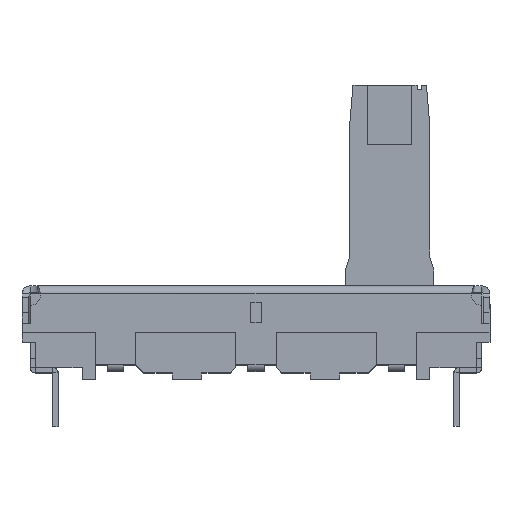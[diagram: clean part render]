
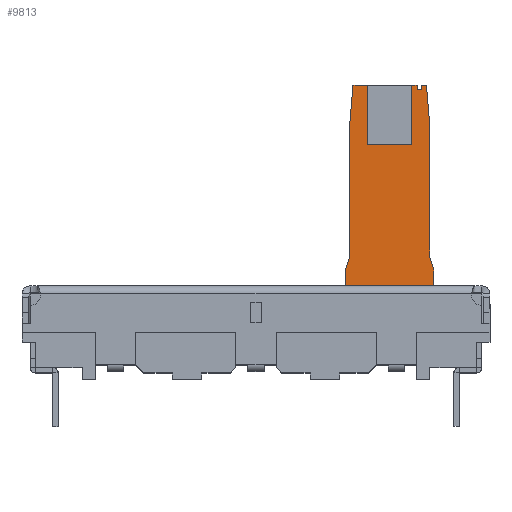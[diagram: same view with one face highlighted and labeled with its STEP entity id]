
A CAD part, top view. The second image highlights one B-rep face of the part: STEP entity #9813.
In plain terms, the highlighted planar face has unit normal (0, 0, 1).
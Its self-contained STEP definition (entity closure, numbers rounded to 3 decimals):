
#46 = CARTESIAN_POINT ( 'NONE',  ( 13.3, 8.2, 1. ) ) ;
#248 = ORIENTED_EDGE ( 'NONE', *, *, #5304, .T. ) ;
#257 = CARTESIAN_POINT ( 'NONE',  ( 7.25, 22., 1. ) ) ;
#260 = LINE ( 'NONE', #9539, #5646 ) ;
#352 = VERTEX_POINT ( 'NONE', #5198 ) ;
#370 = VERTEX_POINT ( 'NONE', #2645 ) ;
#480 = VERTEX_POINT ( 'NONE', #11997 ) ;
#484 = VECTOR ( 'NONE', #11329, 1000. ) ;
#509 = VERTEX_POINT ( 'NONE', #824 ) ;
#530 = CARTESIAN_POINT ( 'NONE',  ( 13.3, 8.2, 1. ) ) ;
#713 = CARTESIAN_POINT ( 'NONE',  ( 6.7, 6.5, 1. ) ) ;
#824 = CARTESIAN_POINT ( 'NONE',  ( 13., 19., 1. ) ) ;
#885 = CARTESIAN_POINT ( 'NONE',  ( 11.65, 22., 1. ) ) ;
#897 = ORIENTED_EDGE ( 'NONE', *, *, #5941, .T. ) ;
#920 = LINE ( 'NONE', #4861, #3841 ) ;
#965 = EDGE_CURVE ( 'NONE', #8043, #10890, #2133, .T. ) ;
#1009 = EDGE_CURVE ( 'NONE', #6862, #11976, #4918, .T. ) ;
#1031 = CARTESIAN_POINT ( 'NONE',  ( 12.35, 21.7, 1. ) ) ;
#1092 = EDGE_CURVE ( 'NONE', #2597, #352, #1460, .T. ) ;
#1104 = CARTESIAN_POINT ( 'NONE',  ( 6.7, 6.5, 1. ) ) ;
#1194 = CARTESIAN_POINT ( 'NONE',  ( 11.65, 22., 1. ) ) ;
#1341 = VECTOR ( 'NONE', #11049, 1000. ) ;
#1460 = LINE ( 'NONE', #7041, #5660 ) ;
#1509 = EDGE_CURVE ( 'NONE', #509, #5042, #9320, .T. ) ;
#1652 = EDGE_CURVE ( 'NONE', #5042, #9278, #2221, .T. ) ;
#1678 = DIRECTION ( 'NONE',  ( 0., -1., 0. ) ) ;
#1756 = ORIENTED_EDGE ( 'NONE', *, *, #9368, .T. ) ;
#1777 = CARTESIAN_POINT ( 'NONE',  ( 8.35, 17.571, 1. ) ) ;
#1849 = VERTEX_POINT ( 'NONE', #10868 ) ;
#2015 = DIRECTION ( 'NONE',  ( -0.083, -0.997, 0. ) ) ;
#2043 = LINE ( 'NONE', #46, #5444 ) ;
#2087 = ORIENTED_EDGE ( 'NONE', *, *, #965, .T. ) ;
#2133 = LINE ( 'NONE', #1104, #5467 ) ;
#2166 = DIRECTION ( 'NONE',  ( -1., 0., 0. ) ) ;
#2194 = DIRECTION ( 'NONE',  ( 1., 0., 0. ) ) ;
#2221 = LINE ( 'NONE', #3008, #2339 ) ;
#2232 = VECTOR ( 'NONE', #3450, 1000. ) ;
#2339 = VECTOR ( 'NONE', #2166, 1000. ) ;
#2388 = DIRECTION ( 'NONE',  ( 0., 1., 0. ) ) ;
#2597 = VERTEX_POINT ( 'NONE', #1777 ) ;
#2606 = DIRECTION ( 'NONE',  ( 0., -1., 0. ) ) ;
#2645 = CARTESIAN_POINT ( 'NONE',  ( 13., 9.169, 1. ) ) ;
#2754 = VERTEX_POINT ( 'NONE', #530 ) ;
#2855 = DIRECTION ( 'NONE',  ( 0., 1., 0. ) ) ;
#3008 = CARTESIAN_POINT ( 'NONE',  ( 12.75, 22., 1. ) ) ;
#3013 = EDGE_LOOP ( 'NONE', ( #2087, #1756, #5196, #5974, #4088, #7861, #6703, #897, #3462, #5813, #9534, #3644, #11154, #8017, #12013, #4368, #248, #10381 ) ) ;
#3049 = DIRECTION ( 'NONE',  ( -1., 0., 0. ) ) ;
#3169 = LINE ( 'NONE', #6146, #11791 ) ;
#3416 = VECTOR ( 'NONE', #1678, 1000. ) ;
#3445 = VERTEX_POINT ( 'NONE', #8873 ) ;
#3450 = DIRECTION ( 'NONE',  ( 0., -1., 0. ) ) ;
#3462 = ORIENTED_EDGE ( 'NONE', *, *, #7254, .T. ) ;
#3632 = LINE ( 'NONE', #7342, #2232 ) ;
#3639 = CARTESIAN_POINT ( 'NONE',  ( 8.35, 17.571, 1. ) ) ;
#3644 = ORIENTED_EDGE ( 'NONE', *, *, #10931, .T. ) ;
#3754 = LINE ( 'NONE', #1031, #3794 ) ;
#3794 = VECTOR ( 'NONE', #4840, 1000. ) ;
#3841 = VECTOR ( 'NONE', #3894, 1000. ) ;
#3844 = LINE ( 'NONE', #257, #7511 ) ;
#3863 = DIRECTION ( 'NONE',  ( -0.296, 0.955, 0. ) ) ;
#3894 = DIRECTION ( 'NONE',  ( 0., 1., 0. ) ) ;
#4088 = ORIENTED_EDGE ( 'NONE', *, *, #1509, .T. ) ;
#4368 = ORIENTED_EDGE ( 'NONE', *, *, #4872, .T. ) ;
#4402 = VECTOR ( 'NONE', #2855, 1000. ) ;
#4572 = VECTOR ( 'NONE', #9009, 1000. ) ;
#4665 = CARTESIAN_POINT ( 'NONE',  ( 12.75, 22., 1. ) ) ;
#4768 = LINE ( 'NONE', #6718, #484 ) ;
#4799 = EDGE_CURVE ( 'NONE', #1849, #8043, #6309, .T. ) ;
#4818 = CARTESIAN_POINT ( 'NONE',  ( 12.35, 22., 1. ) ) ;
#4840 = DIRECTION ( 'NONE',  ( 0., -1., 0. ) ) ;
#4861 = CARTESIAN_POINT ( 'NONE',  ( 13., 9.169, 1. ) ) ;
#4872 = EDGE_CURVE ( 'NONE', #11976, #6820, #3632, .T. ) ;
#4918 = LINE ( 'NONE', #8620, #9694 ) ;
#4974 = VERTEX_POINT ( 'NONE', #9444 ) ;
#4986 = CARTESIAN_POINT ( 'NONE',  ( 7.25, 22., 1. ) ) ;
#4996 = EDGE_CURVE ( 'NONE', #9278, #4974, #3754, .T. ) ;
#5042 = VERTEX_POINT ( 'NONE', #4665 ) ;
#5049 = VECTOR ( 'NONE', #7521, 1000. ) ;
#5196 = ORIENTED_EDGE ( 'NONE', *, *, #11369, .T. ) ;
#5198 = CARTESIAN_POINT ( 'NONE',  ( 8.35, 22., 1. ) ) ;
#5285 = FACE_OUTER_BOUND ( 'NONE', #3013, .T. ) ;
#5304 = EDGE_CURVE ( 'NONE', #6820, #1849, #4768, .T. ) ;
#5343 = CARTESIAN_POINT ( 'NONE',  ( 12.05, 21.7, 1. ) ) ;
#5418 = CARTESIAN_POINT ( 'NONE',  ( 13.3, 6.5, 1. ) ) ;
#5444 = VECTOR ( 'NONE', #3863, 1000. ) ;
#5467 = VECTOR ( 'NONE', #2194, 1000. ) ;
#5595 = CARTESIAN_POINT ( 'NONE',  ( 12.05, 21.7, 1. ) ) ;
#5646 = VECTOR ( 'NONE', #10564, 1000. ) ;
#5660 = VECTOR ( 'NONE', #10866, 1000. ) ;
#5685 = CARTESIAN_POINT ( 'NONE',  ( 7., 9.169, 1. ) ) ;
#5813 = ORIENTED_EDGE ( 'NONE', *, *, #7985, .T. ) ;
#5915 = VECTOR ( 'NONE', #2606, 1000. ) ;
#5941 = EDGE_CURVE ( 'NONE', #4974, #9982, #8745, .T. ) ;
#5974 = ORIENTED_EDGE ( 'NONE', *, *, #9609, .T. ) ;
#6146 = CARTESIAN_POINT ( 'NONE',  ( 13.3, 6.5, 1. ) ) ;
#6188 = DIRECTION ( 'NONE',  ( 1., 0., 0. ) ) ;
#6309 = LINE ( 'NONE', #713, #5915 ) ;
#6340 = EDGE_CURVE ( 'NONE', #9914, #3445, #11578, .T. ) ;
#6442 = LINE ( 'NONE', #3639, #1341 ) ;
#6703 = ORIENTED_EDGE ( 'NONE', *, *, #4996, .T. ) ;
#6718 = CARTESIAN_POINT ( 'NONE',  ( 6.7, 8.2, 1. ) ) ;
#6820 = VERTEX_POINT ( 'NONE', #5685 ) ;
#6852 = EDGE_CURVE ( 'NONE', #352, #6862, #3844, .T. ) ;
#6862 = VERTEX_POINT ( 'NONE', #4986 ) ;
#7041 = CARTESIAN_POINT ( 'NONE',  ( 8.35, 22., 1. ) ) ;
#7254 = EDGE_CURVE ( 'NONE', #9982, #480, #7705, .T. ) ;
#7342 = CARTESIAN_POINT ( 'NONE',  ( 7., 9.169, 1. ) ) ;
#7511 = VECTOR ( 'NONE', #3049, 1000. ) ;
#7521 = DIRECTION ( 'NONE',  ( -0.083, 0.997, 0. ) ) ;
#7650 = CARTESIAN_POINT ( 'NONE',  ( 12.05, 22., 1. ) ) ;
#7705 = LINE ( 'NONE', #7650, #4402 ) ;
#7861 = ORIENTED_EDGE ( 'NONE', *, *, #1652, .T. ) ;
#7985 = EDGE_CURVE ( 'NONE', #480, #9914, #260, .T. ) ;
#8017 = ORIENTED_EDGE ( 'NONE', *, *, #6852, .T. ) ;
#8043 = VERTEX_POINT ( 'NONE', #10750 ) ;
#8073 = DIRECTION ( 'NONE',  ( 0., 0., 1. ) ) ;
#8366 = CARTESIAN_POINT ( 'NONE',  ( 13., 19., 1. ) ) ;
#8620 = CARTESIAN_POINT ( 'NONE',  ( 7., 19., 1. ) ) ;
#8745 = LINE ( 'NONE', #5343, #4572 ) ;
#8873 = CARTESIAN_POINT ( 'NONE',  ( 11.65, 17.571, 1. ) ) ;
#8899 = CARTESIAN_POINT ( 'NONE',  ( 0., 0., 1. ) ) ;
#8967 = CARTESIAN_POINT ( 'NONE',  ( 7., 19., 1. ) ) ;
#9009 = DIRECTION ( 'NONE',  ( -1., 0., 0. ) ) ;
#9278 = VERTEX_POINT ( 'NONE', #4818 ) ;
#9320 = LINE ( 'NONE', #8366, #5049 ) ;
#9368 = EDGE_CURVE ( 'NONE', #10890, #2754, #3169, .T. ) ;
#9444 = CARTESIAN_POINT ( 'NONE',  ( 12.35, 21.7, 1. ) ) ;
#9534 = ORIENTED_EDGE ( 'NONE', *, *, #6340, .T. ) ;
#9539 = CARTESIAN_POINT ( 'NONE',  ( 12.05, 22., 1. ) ) ;
#9609 = EDGE_CURVE ( 'NONE', #370, #509, #920, .T. ) ;
#9694 = VECTOR ( 'NONE', #2015, 1000. ) ;
#9813 = ADVANCED_FACE ( 'NONE', ( #5285 ), #10005, .T. ) ;
#9914 = VERTEX_POINT ( 'NONE', #1194 ) ;
#9982 = VERTEX_POINT ( 'NONE', #5595 ) ;
#10005 = PLANE ( 'NONE',  #11986 ) ;
#10381 = ORIENTED_EDGE ( 'NONE', *, *, #4799, .T. ) ;
#10564 = DIRECTION ( 'NONE',  ( -1., 0., 0. ) ) ;
#10750 = CARTESIAN_POINT ( 'NONE',  ( 6.7, 6.5, 1. ) ) ;
#10866 = DIRECTION ( 'NONE',  ( 0., 1., 0. ) ) ;
#10868 = CARTESIAN_POINT ( 'NONE',  ( 6.7, 8.2, 1. ) ) ;
#10890 = VERTEX_POINT ( 'NONE', #5418 ) ;
#10931 = EDGE_CURVE ( 'NONE', #3445, #2597, #6442, .T. ) ;
#11049 = DIRECTION ( 'NONE',  ( -1., 0., 0. ) ) ;
#11154 = ORIENTED_EDGE ( 'NONE', *, *, #1092, .T. ) ;
#11329 = DIRECTION ( 'NONE',  ( -0.296, -0.955, 0. ) ) ;
#11369 = EDGE_CURVE ( 'NONE', #2754, #370, #2043, .T. ) ;
#11578 = LINE ( 'NONE', #885, #3416 ) ;
#11791 = VECTOR ( 'NONE', #2388, 1000. ) ;
#11976 = VERTEX_POINT ( 'NONE', #8967 ) ;
#11986 = AXIS2_PLACEMENT_3D ( 'NONE', #8899, #8073, #6188 ) ;
#11997 = CARTESIAN_POINT ( 'NONE',  ( 12.05, 22., 1. ) ) ;
#12013 = ORIENTED_EDGE ( 'NONE', *, *, #1009, .T. ) ;
